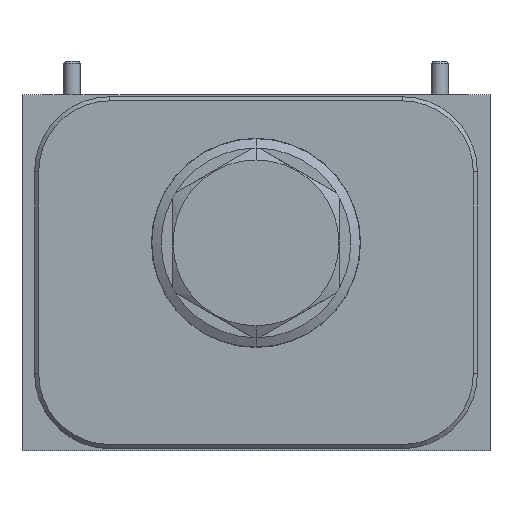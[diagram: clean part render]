
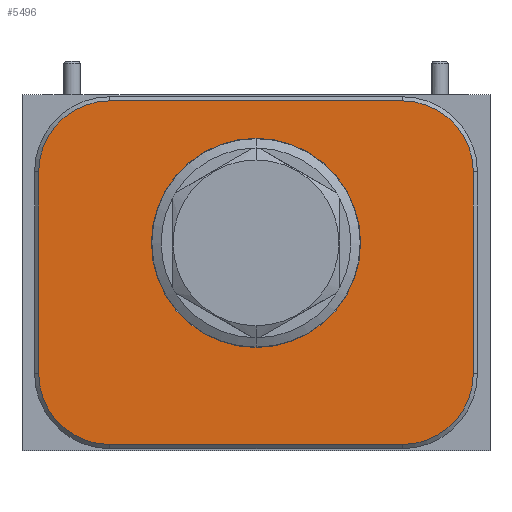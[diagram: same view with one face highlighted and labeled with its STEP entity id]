
A CAD part, front view. The second image highlights one B-rep face of the part: STEP entity #5496.
In plain terms, the highlighted planar face has unit normal (0, -1, 0).
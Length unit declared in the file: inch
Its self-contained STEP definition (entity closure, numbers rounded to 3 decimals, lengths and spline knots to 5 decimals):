
#1275=CARTESIAN_POINT('',(2.844,-6.,2.086));
#1276=DIRECTION('',(0.,1.,0.));
#1277=DIRECTION('',(0.,0.,1.));
#1278=AXIS2_PLACEMENT_3D('',#1275,#1276,#1277);
#1289=CARTESIAN_POINT('',(1.75,-6.,1.555));
#1290=DIRECTION('',(0.,1.,0.));
#1291=DIRECTION('',(0.,0.,-1.));
#1292=AXIS2_PLACEMENT_3D('',#1289,#1290,#1291);
#1294=CARTESIAN_POINT('',(1.75,-6.,1.555));
#1295=DIRECTION('',(0.,1.,0.));
#1296=DIRECTION('',(0.,0.,1.));
#1297=AXIS2_PLACEMENT_3D('',#1294,#1295,#1296);
#3508=DIRECTION('',(0.,0.,-1.));
#3509=VECTOR('',#3508,1.508);
#3510=CARTESIAN_POINT('',(3.375,-6.,2.086));
#3511=LINE('',#3510,#3509);
#3528=CARTESIAN_POINT('',(2.844,-6.,0.578));
#3529=DIRECTION('',(0.,1.,0.));
#3530=DIRECTION('',(1.,0.,0.));
#3531=AXIS2_PLACEMENT_3D('',#3528,#3529,#3530);
#3546=DIRECTION('',(-1.,0.,0.));
#3547=VECTOR('',#3546,2.188);
#3548=CARTESIAN_POINT('',(2.844,-6.,0.047));
#3549=LINE('',#3548,#3547);
#3562=CARTESIAN_POINT('',(0.656,-6.,0.578));
#3563=DIRECTION('',(0.,1.,0.));
#3564=DIRECTION('',(0.,0.,-1.));
#3565=AXIS2_PLACEMENT_3D('',#3562,#3563,#3564);
#3576=DIRECTION('',(0.,0.,1.));
#3577=VECTOR('',#3576,1.508);
#3578=CARTESIAN_POINT('',(0.125,-6.,0.578));
#3579=LINE('',#3578,#3577);
#3596=CARTESIAN_POINT('',(0.656,-6.,2.086));
#3597=DIRECTION('',(0.,1.,0.));
#3598=DIRECTION('',(-1.,0.,0.));
#3599=AXIS2_PLACEMENT_3D('',#3596,#3597,#3598);
#3610=DIRECTION('',(1.,0.,0.));
#3611=VECTOR('',#3610,2.188);
#3612=CARTESIAN_POINT('',(0.656,-6.,2.617));
#3613=LINE('',#3612,#3611);
#4937=CARTESIAN_POINT('',(1.75,-6.,0.773));
#4938=CARTESIAN_POINT('',(1.75,-6.,2.337));
#4939=VERTEX_POINT('',#4937);
#4940=VERTEX_POINT('',#4938);
#4989=CARTESIAN_POINT('',(2.844,-6.,0.047));
#4990=CARTESIAN_POINT('',(0.656,-6.,0.047));
#4991=VERTEX_POINT('',#4989);
#4992=VERTEX_POINT('',#4990);
#4997=CARTESIAN_POINT('',(0.125,-6.,0.578));
#4998=VERTEX_POINT('',#4997);
#5001=CARTESIAN_POINT('',(0.125,-6.,2.086));
#5002=VERTEX_POINT('',#5001);
#5005=CARTESIAN_POINT('',(0.656,-6.,2.617));
#5006=VERTEX_POINT('',#5005);
#5009=CARTESIAN_POINT('',(2.844,-6.,2.617));
#5010=VERTEX_POINT('',#5009);
#5013=CARTESIAN_POINT('',(3.375,-6.,2.086));
#5014=VERTEX_POINT('',#5013);
#5017=CARTESIAN_POINT('',(3.375,-6.,0.578));
#5018=VERTEX_POINT('',#5017);
#5468=CARTESIAN_POINT('',(0.,-6.,0.));
#5469=DIRECTION('',(0.,-1.,0.));
#5470=DIRECTION('',(1.,0.,0.));
#5471=AXIS2_PLACEMENT_3D('',#5468,#5469,#5470);
#5472=PLANE('',#5471);
#5473=ORIENTED_EDGE('',*,*,#5458,.T.);
#5475=ORIENTED_EDGE('',*,*,#5474,.T.);
#5477=ORIENTED_EDGE('',*,*,#5476,.T.);
#5479=ORIENTED_EDGE('',*,*,#5478,.T.);
#5481=ORIENTED_EDGE('',*,*,#5480,.T.);
#5483=ORIENTED_EDGE('',*,*,#5482,.T.);
#5485=ORIENTED_EDGE('',*,*,#5484,.T.);
#5487=ORIENTED_EDGE('',*,*,#5486,.T.);
#5488=EDGE_LOOP('',(#5473,#5475,#5477,#5479,#5481,#5483,#5485,#5487));
#5489=FACE_OUTER_BOUND('',#5488,.F.);
#5491=ORIENTED_EDGE('',*,*,#5490,.F.);
#5493=ORIENTED_EDGE('',*,*,#5492,.F.);
#5494=EDGE_LOOP('',(#5491,#5493));
#5495=FACE_BOUND('',#5494,.F.);
#5496=ADVANCED_FACE('',(#5489,#5495),#5472,.T.);
#1279=CIRCLE('',#1278,0.531);
#1293=CIRCLE('',#1292,0.782);
#1298=CIRCLE('',#1297,0.782);
#3532=CIRCLE('',#3531,0.531);
#3566=CIRCLE('',#3565,0.531);
#3600=CIRCLE('',#3599,0.531);
#5458=EDGE_CURVE('',#5010,#5014,#1279,.T.);
#5474=EDGE_CURVE('',#5014,#5018,#3511,.T.);
#5476=EDGE_CURVE('',#5018,#4991,#3532,.T.);
#5478=EDGE_CURVE('',#4991,#4992,#3549,.T.);
#5480=EDGE_CURVE('',#4992,#4998,#3566,.T.);
#5482=EDGE_CURVE('',#4998,#5002,#3579,.T.);
#5484=EDGE_CURVE('',#5002,#5006,#3600,.T.);
#5486=EDGE_CURVE('',#5006,#5010,#3613,.T.);
#5490=EDGE_CURVE('',#4939,#4940,#1293,.T.);
#5492=EDGE_CURVE('',#4940,#4939,#1298,.T.);
